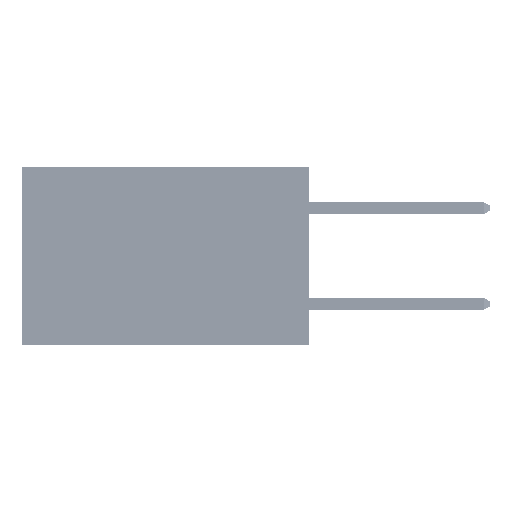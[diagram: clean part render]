
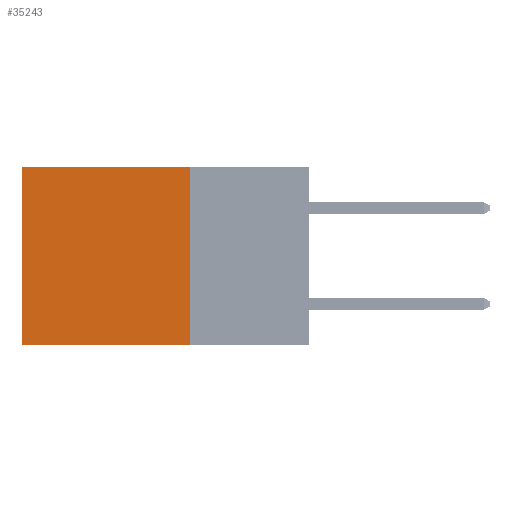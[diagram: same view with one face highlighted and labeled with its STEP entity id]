
A CAD part, left-side view. The second image highlights one B-rep face of the part: STEP entity #35243.
In plain terms, the highlighted planar face has unit normal (-1, 0, 0).
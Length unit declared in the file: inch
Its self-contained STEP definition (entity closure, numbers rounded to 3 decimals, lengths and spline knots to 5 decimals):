
#187 = VECTOR ( 'NONE', #24656, 39.37008 ) ;
#3475 = VECTOR ( 'NONE', #22031, 39.37008 ) ;
#5148 = EDGE_CURVE ( 'NONE', #33580, #29791, #10988, .T. ) ;
#6482 = DIRECTION ( 'NONE',  ( 0., 0., -1. ) ) ;
#6590 = CARTESIAN_POINT ( 'NONE',  ( 0.2875, 0.25, 0. ) ) ;
#8675 = FACE_OUTER_BOUND ( 'NONE', #15382, .T. ) ;
#10988 = LINE ( 'NONE', #33264, #3475 ) ;
#13608 = PLANE ( 'NONE',  #22786 ) ;
#14596 = ORIENTED_EDGE ( 'NONE', *, *, #33588, .F. ) ;
#15382 = EDGE_LOOP ( 'NONE', ( #19145, #46236, #14596, #16164 ) ) ;
#16164 = ORIENTED_EDGE ( 'NONE', *, *, #5148, .T. ) ;
#16348 = CARTESIAN_POINT ( 'NONE',  ( 0.2875, 0.6, -0.37 ) ) ;
#19145 = ORIENTED_EDGE ( 'NONE', *, *, #36654, .T. ) ;
#19248 = LINE ( 'NONE', #41494, #23856 ) ;
#21511 = CARTESIAN_POINT ( 'NONE',  ( 0.2875, 0.6, 0. ) ) ;
#22031 = DIRECTION ( 'NONE',  ( 0., 1., 0. ) ) ;
#22786 = AXIS2_PLACEMENT_3D ( 'NONE', #24560, #28619, #6482 ) ;
#22831 = CARTESIAN_POINT ( 'NONE',  ( 0.2875, 0.25, -0.37 ) ) ;
#23856 = VECTOR ( 'NONE', #34058, 39.37008 ) ;
#24560 = CARTESIAN_POINT ( 'NONE',  ( 0.2875, 0.25, 0. ) ) ;
#24656 = DIRECTION ( 'NONE',  ( 0., 0., -1. ) ) ;
#28619 = DIRECTION ( 'NONE',  ( 1., 0., 0. ) ) ;
#29399 = EDGE_CURVE ( 'NONE', #46376, #31585, #19248, .T. ) ;
#29791 = VERTEX_POINT ( 'NONE', #45491 ) ;
#29908 = LINE ( 'NONE', #21511, #43264 ) ;
#31585 = VERTEX_POINT ( 'NONE', #16348 ) ;
#33264 = CARTESIAN_POINT ( 'NONE',  ( 0.2875, 0.25, 0. ) ) ;
#33580 = VERTEX_POINT ( 'NONE', #6590 ) ;
#33588 = EDGE_CURVE ( 'NONE', #33580, #46376, #39535, .T. ) ;
#34058 = DIRECTION ( 'NONE',  ( 0., 1., 0. ) ) ;
#35243 = ADVANCED_FACE ( 'NONE', ( #8675 ), #13608, .F. ) ;
#36654 = EDGE_CURVE ( 'NONE', #29791, #31585, #29908, .T. ) ;
#39535 = LINE ( 'NONE', #46922, #187 ) ;
#41494 = CARTESIAN_POINT ( 'NONE',  ( 0.2875, 0.25, -0.37 ) ) ;
#43264 = VECTOR ( 'NONE', #47491, 39.37008 ) ;
#45491 = CARTESIAN_POINT ( 'NONE',  ( 0.2875, 0.6, 0. ) ) ;
#46236 = ORIENTED_EDGE ( 'NONE', *, *, #29399, .F. ) ;
#46376 = VERTEX_POINT ( 'NONE', #22831 ) ;
#46922 = CARTESIAN_POINT ( 'NONE',  ( 0.2875, 0.25, 0. ) ) ;
#47491 = DIRECTION ( 'NONE',  ( 0., 0., -1. ) ) ;
